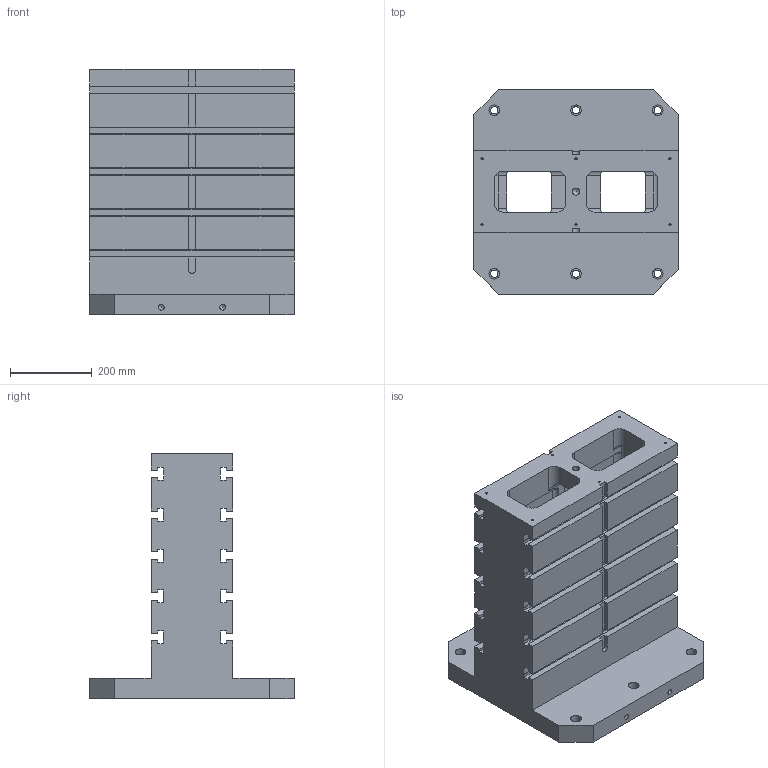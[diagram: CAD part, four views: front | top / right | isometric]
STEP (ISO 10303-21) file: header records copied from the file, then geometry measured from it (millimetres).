
FILE_DESCRIPTION( ( 'Unknown' ), '1' );
FILE_NAME( 'BP12-500500-0600-18.stp', 'Unknown', ( 'S.C.H' ), ( 'Unknown' ), 'XStep 1.0', 'Unknown', ' ' );
FILE_SCHEMA( ( 'CONFIG_CONTROL_DESIGN' ) );
Length unit declared in the file: millimetre
Products named in the file (1): 1
Bounding box: 500 x 500 x 600 mm (x, y, z)
Volume: 37458428.8 mm3; surface area: 2448170.5 mm2
Topology: 1 solids, 1 shells, 470 faces, 1304 edges, 806 vertices
Faces by surface type: plane 236, cylinder 132, torus 60, sphere 32, cone 10
Full cylindrical faces by diameter (mm): 5 x6, 14 x3, 17.5 x1, 18 x6, 26 x6
Entity records: 15890 total; most frequent: CARTESIAN_POINT 4179, ORIENTED_EDGE 2428, DIRECTION 2396, EDGE_CURVE 1214, LINE 830, VECTOR 830, VERTEX_POINT 790, AXIS2_PLACEMENT_3D 783
